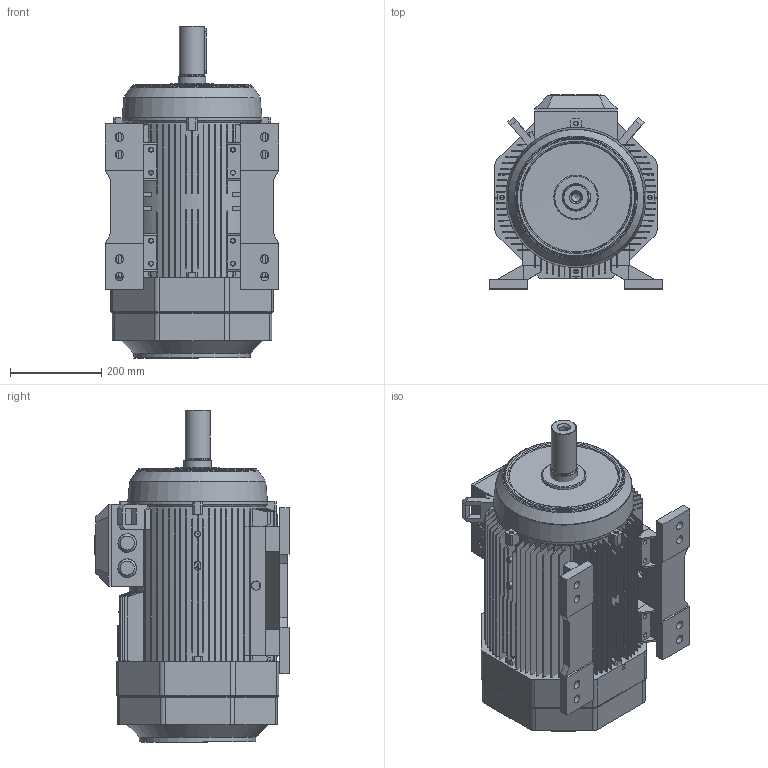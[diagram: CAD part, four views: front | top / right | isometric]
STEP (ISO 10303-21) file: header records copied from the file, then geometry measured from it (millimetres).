
FILE_DESCRIPTION((''),'2;1');
FILE_NAME('M2AA IE2 200 B3.stp','2015-07-31T10:46:47',('SEVIELM1'),(''),'Autodesk Inventor 2011','Autodesk Inventor 2011','');
FILE_SCHEMA(('AUTOMOTIVE_DESIGN { 1 0 10303 214 1 1 1 1 }'));
Length unit declared in the file: millimetre
Products named in the file (1): M2AA IE2 200 B3
Bounding box: 380.23 x 424.64 x 726.25 mm (x, y, z)
Volume: 48037939.4 mm3; surface area: 5584145.3 mm2
Topology: 18 solids, 1638 shells, 2190 faces, 9292 edges, 8582 vertices
Faces by surface type: plane 1424, cone 476, cylinder 198, bspline 58, torus 34
Full cylindrical faces by diameter (mm): 6 x8, 7 x4, 8 x2, 8.4 x2, 10.5 x16, 18.5 x16, 19 x4, 20 x6, 21 x2, 25 x2, 40 x2, 42.5 x2, 45 x4, 53 x2, 54.4 x2, 55 x2, 59.4 x2, 60 x4, 71 x2, 255.06 x2, 286.63 x2, 299 x2
Entity records: 118553 total; most frequent: CARTESIAN_POINT 36693, DIRECTION 13610, ORIENTED_EDGE 10336, EDGE_CURVE 9034, VERTEX_POINT 8566, VECTOR 5080, LINE 5080, AXIS2_PLACEMENT_3D 4265
